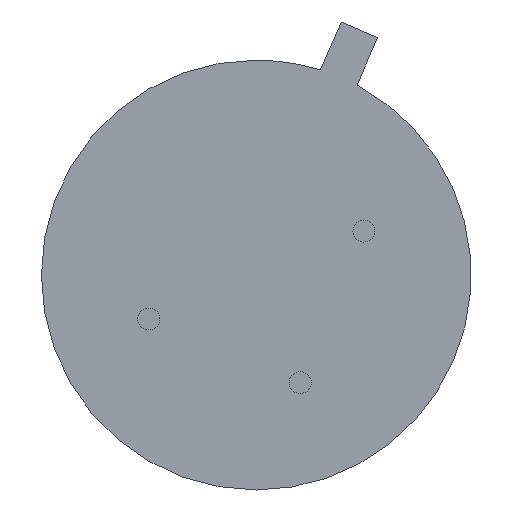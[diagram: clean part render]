
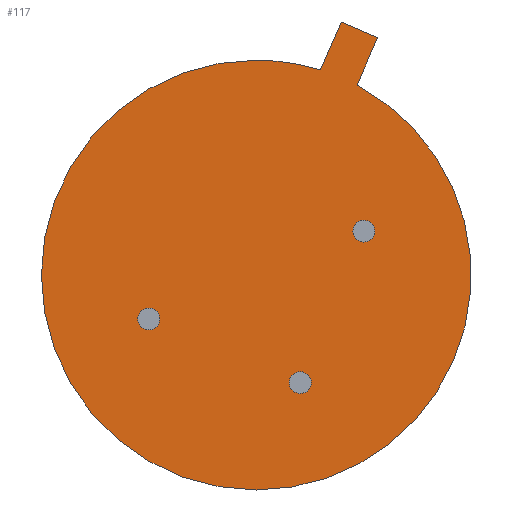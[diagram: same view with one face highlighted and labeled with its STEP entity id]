
A CAD part, front view. The second image highlights one B-rep face of the part: STEP entity #117.
In plain terms, the highlighted planar face has unit normal (0, -1, 0).
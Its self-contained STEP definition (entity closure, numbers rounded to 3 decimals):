
#11 = ORIENTED_EDGE ( 'NONE', *, *, #1029, .T. ) ;
#18 = CARTESIAN_POINT ( 'NONE',  ( -2.352, 0., -0.96 ) ) ;
#55 = LINE ( 'NONE', #76, #1021 ) ;
#61 = EDGE_LOOP ( 'NONE', ( #1158, #569, #284, #1001, #482, #363 ) ) ;
#64 = AXIS2_PLACEMENT_3D ( 'NONE', #744, #561, #366 ) ;
#76 = CARTESIAN_POINT ( 'NONE',  ( 2.65, 0., 5.191 ) ) ;
#79 = DIRECTION ( 'NONE',  ( 0., 1., 0. ) ) ;
#94 = DIRECTION ( 'NONE',  ( 0.396, 0., 0.918 ) ) ;
#95 = CARTESIAN_POINT ( 'NONE',  ( 0., 0., 4.7 ) ) ;
#100 = CIRCLE ( 'NONE', #742, 0.24 ) ;
#107 = DIRECTION ( 'NONE',  ( 0., -1., 0. ) ) ;
#115 = ORIENTED_EDGE ( 'NONE', *, *, #712, .T. ) ;
#116 = DIRECTION ( 'NONE',  ( 0., 0., 1. ) ) ;
#117 = ADVANCED_FACE ( 'NONE', ( #681, #1193, #429, #189 ), #1137, .T. ) ;
#126 = VERTEX_POINT ( 'NONE', #95 ) ;
#165 = DIRECTION ( 'NONE',  ( -0.918, 0., 0.397 ) ) ;
#166 = VERTEX_POINT ( 'NONE', #459 ) ;
#176 = CIRCLE ( 'NONE', #375, 4.7 ) ;
#179 = EDGE_CURVE ( 'NONE', #634, #1088, #600, .T. ) ;
#189 = FACE_BOUND ( 'NONE', #822, .T. ) ;
#198 = CARTESIAN_POINT ( 'NONE',  ( 0.96, 0., -2.352 ) ) ;
#209 = DIRECTION ( 'NONE',  ( 0., 1., 0. ) ) ;
#218 = CIRCLE ( 'NONE', #268, 4.7 ) ;
#230 = CIRCLE ( 'NONE', #599, 4.7 ) ;
#246 = DIRECTION ( 'NONE',  ( 0., -1., 0. ) ) ;
#248 = EDGE_CURVE ( 'NONE', #834, #740, #1098, .T. ) ;
#255 = CIRCLE ( 'NONE', #1118, 0.24 ) ;
#268 = AXIS2_PLACEMENT_3D ( 'NONE', #984, #246, #786 ) ;
#279 = CARTESIAN_POINT ( 'NONE',  ( -2.352, 0., -0.72 ) ) ;
#284 = ORIENTED_EDGE ( 'NONE', *, *, #915, .T. ) ;
#292 = DIRECTION ( 'NONE',  ( 0., 0., 1. ) ) ;
#309 = DIRECTION ( 'NONE',  ( 0., 0., -1. ) ) ;
#311 = VERTEX_POINT ( 'NONE', #807 ) ;
#318 = CIRCLE ( 'NONE', #398, 0.24 ) ;
#319 = ORIENTED_EDGE ( 'NONE', *, *, #1201, .T. ) ;
#343 = CARTESIAN_POINT ( 'NONE',  ( 2.65, 0., 5.191 ) ) ;
#362 = VERTEX_POINT ( 'NONE', #718 ) ;
#363 = ORIENTED_EDGE ( 'NONE', *, *, #644, .T. ) ;
#366 = DIRECTION ( 'NONE',  ( 0., 0., -1. ) ) ;
#374 = CARTESIAN_POINT ( 'NONE',  ( 2.202, 0., 4.152 ) ) ;
#375 = AXIS2_PLACEMENT_3D ( 'NONE', #1172, #1085, #607 ) ;
#378 = CARTESIAN_POINT ( 'NONE',  ( 0., 0., 0. ) ) ;
#389 = DIRECTION ( 'NONE',  ( 0., 1., 0. ) ) ;
#391 = EDGE_CURVE ( 'NONE', #1149, #834, #55, .T. ) ;
#398 = AXIS2_PLACEMENT_3D ( 'NONE', #198, #841, #292 ) ;
#429 = FACE_OUTER_BOUND ( 'NONE', #61, .T. ) ;
#435 = AXIS2_PLACEMENT_3D ( 'NONE', #926, #79, #706 ) ;
#445 = LINE ( 'NONE', #374, #578 ) ;
#459 = CARTESIAN_POINT ( 'NONE',  ( 2.202, 0., 4.152 ) ) ;
#482 = ORIENTED_EDGE ( 'NONE', *, *, #907, .T. ) ;
#514 = CARTESIAN_POINT ( 'NONE',  ( -2.352, 0., -0.96 ) ) ;
#515 = AXIS2_PLACEMENT_3D ( 'NONE', #859, #1050, #1159 ) ;
#519 = DIRECTION ( 'NONE',  ( 0., 1., 0. ) ) ;
#551 = VECTOR ( 'NONE', #842, 1000. ) ;
#553 = EDGE_LOOP ( 'NONE', ( #11, #702 ) ) ;
#561 = DIRECTION ( 'NONE',  ( 0., -1., 0. ) ) ;
#567 = CARTESIAN_POINT ( 'NONE',  ( 2.352, 0., 0.96 ) ) ;
#569 = ORIENTED_EDGE ( 'NONE', *, *, #248, .T. ) ;
#578 = VECTOR ( 'NONE', #94, 1000. ) ;
#582 = CARTESIAN_POINT ( 'NONE',  ( 0., 0., -4.7 ) ) ;
#583 = CIRCLE ( 'NONE', #515, 0.24 ) ;
#599 = AXIS2_PLACEMENT_3D ( 'NONE', #378, #107, #309 ) ;
#600 = CIRCLE ( 'NONE', #813, 0.24 ) ;
#607 = DIRECTION ( 'NONE',  ( 0., 0., -1. ) ) ;
#634 = VERTEX_POINT ( 'NONE', #1120 ) ;
#644 = EDGE_CURVE ( 'NONE', #166, #1149, #445, .T. ) ;
#681 = FACE_BOUND ( 'NONE', #553, .T. ) ;
#702 = ORIENTED_EDGE ( 'NONE', *, *, #179, .T. ) ;
#706 = DIRECTION ( 'NONE',  ( 0., 0., 1. ) ) ;
#712 = EDGE_CURVE ( 'NONE', #311, #891, #100, .T. ) ;
#713 = DIRECTION ( 'NONE',  ( 0., 0., 1. ) ) ;
#718 = CARTESIAN_POINT ( 'NONE',  ( 0.96, 0., -2.112 ) ) ;
#720 = VERTEX_POINT ( 'NONE', #1143 ) ;
#721 = EDGE_CURVE ( 'NONE', #720, #362, #318, .T. ) ;
#740 = VERTEX_POINT ( 'NONE', #1132 ) ;
#742 = AXIS2_PLACEMENT_3D ( 'NONE', #567, #389, #116 ) ;
#744 = CARTESIAN_POINT ( 'NONE',  ( 4.7, 0., 0. ) ) ;
#749 = EDGE_CURVE ( 'NONE', #126, #870, #230, .T. ) ;
#786 = DIRECTION ( 'NONE',  ( 0., 0., -1. ) ) ;
#797 = CIRCLE ( 'NONE', #435, 0.24 ) ;
#807 = CARTESIAN_POINT ( 'NONE',  ( 2.352, 0., 0.72 ) ) ;
#813 = AXIS2_PLACEMENT_3D ( 'NONE', #18, #209, #959 ) ;
#822 = EDGE_LOOP ( 'NONE', ( #1180, #890 ) ) ;
#834 = VERTEX_POINT ( 'NONE', #1181 ) ;
#841 = DIRECTION ( 'NONE',  ( 0., 1., 0. ) ) ;
#842 = DIRECTION ( 'NONE',  ( -0.397, 0., -0.918 ) ) ;
#859 = CARTESIAN_POINT ( 'NONE',  ( 2.352, 0., 0.96 ) ) ;
#870 = VERTEX_POINT ( 'NONE', #582 ) ;
#879 = CARTESIAN_POINT ( 'NONE',  ( 2.352, 0., 1.2 ) ) ;
#890 = ORIENTED_EDGE ( 'NONE', *, *, #721, .T. ) ;
#891 = VERTEX_POINT ( 'NONE', #879 ) ;
#907 = EDGE_CURVE ( 'NONE', #870, #166, #218, .T. ) ;
#915 = EDGE_CURVE ( 'NONE', #740, #126, #176, .T. ) ;
#926 = CARTESIAN_POINT ( 'NONE',  ( 0.96, 0., -2.352 ) ) ;
#959 = DIRECTION ( 'NONE',  ( 0., 0., 1. ) ) ;
#984 = CARTESIAN_POINT ( 'NONE',  ( 0., 0., 0. ) ) ;
#998 = EDGE_LOOP ( 'NONE', ( #319, #115 ) ) ;
#1001 = ORIENTED_EDGE ( 'NONE', *, *, #749, .T. ) ;
#1021 = VECTOR ( 'NONE', #165, 1000. ) ;
#1029 = EDGE_CURVE ( 'NONE', #1088, #634, #255, .T. ) ;
#1040 = CARTESIAN_POINT ( 'NONE',  ( 1.857, 0., 5.535 ) ) ;
#1050 = DIRECTION ( 'NONE',  ( 0., 1., 0. ) ) ;
#1085 = DIRECTION ( 'NONE',  ( 0., -1., 0. ) ) ;
#1088 = VERTEX_POINT ( 'NONE', #279 ) ;
#1098 = LINE ( 'NONE', #1040, #551 ) ;
#1106 = EDGE_CURVE ( 'NONE', #362, #720, #797, .T. ) ;
#1118 = AXIS2_PLACEMENT_3D ( 'NONE', #514, #519, #713 ) ;
#1120 = CARTESIAN_POINT ( 'NONE',  ( -2.352, 0., -1.2 ) ) ;
#1132 = CARTESIAN_POINT ( 'NONE',  ( 1.403, 0., 4.486 ) ) ;
#1137 = PLANE ( 'NONE',  #64 ) ;
#1143 = CARTESIAN_POINT ( 'NONE',  ( 0.96, 0., -2.592 ) ) ;
#1149 = VERTEX_POINT ( 'NONE', #343 ) ;
#1158 = ORIENTED_EDGE ( 'NONE', *, *, #391, .T. ) ;
#1159 = DIRECTION ( 'NONE',  ( 0., 0., 1. ) ) ;
#1172 = CARTESIAN_POINT ( 'NONE',  ( 0., 0., 0. ) ) ;
#1180 = ORIENTED_EDGE ( 'NONE', *, *, #1106, .T. ) ;
#1181 = CARTESIAN_POINT ( 'NONE',  ( 1.857, 0., 5.535 ) ) ;
#1193 = FACE_BOUND ( 'NONE', #998, .T. ) ;
#1201 = EDGE_CURVE ( 'NONE', #891, #311, #583, .T. ) ;
